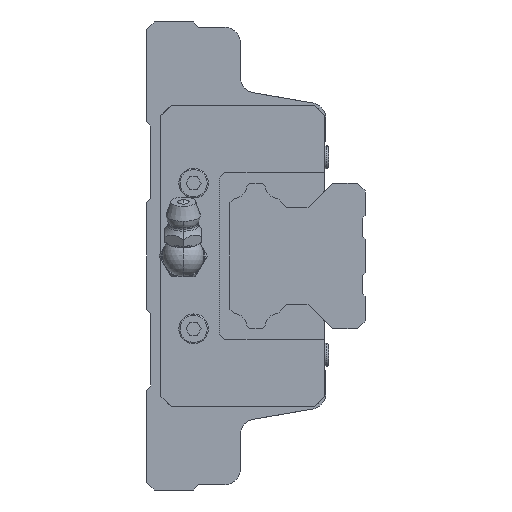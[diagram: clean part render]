
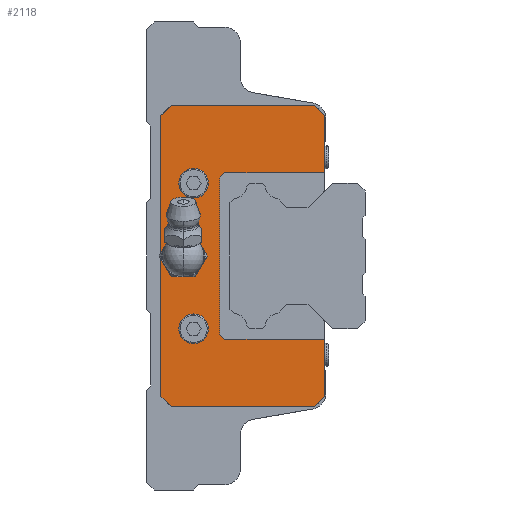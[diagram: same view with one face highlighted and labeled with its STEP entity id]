
A CAD part, left-side view. The second image highlights one B-rep face of the part: STEP entity #2118.
In plain terms, the highlighted planar face has unit normal (-1, 0, 0).
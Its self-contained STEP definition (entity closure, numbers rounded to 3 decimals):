
#1888 = EDGE_CURVE( '', #5298, #1954, #5560, .T. );
#1954 = VERTEX_POINT( '', #5629 );
#2002 = EDGE_CURVE( '', #3084, #4456, #5682, .T. );
#2026 = EDGE_CURVE( '', #2476, #5298, #5709, .T. );
#2118 = ADVANCED_FACE( '', ( #5814, #5815, #5816, #5817 ), #5818, .F. );
#2236 = EDGE_CURVE( '', #2476, #4868, #5945, .T. );
#2254 = VERTEX_POINT( '', #5963 );
#2288 = EDGE_CURVE( '', #4868, #5332, #6000, .T. );
#2454 = VERTEX_POINT( '', #6183 );
#2476 = VERTEX_POINT( '', #6207 );
#2774 = VERTEX_POINT( '', #6524 );
#2894 = EDGE_CURVE( '', #4456, #4080, #6651, .T. );
#2988 = EDGE_CURVE( '', #2454, #3562, #6753, .T. );
#3028 = EDGE_CURVE( '', #4412, #2774, #6797, .T. );
#3084 = VERTEX_POINT( '', #6861 );
#3286 = VERTEX_POINT( '', #7081 );
#3316 = EDGE_CURVE( '', #5156, #5468, #7113, .T. );
#3562 = VERTEX_POINT( '', #7375 );
#3626 = VERTEX_POINT( '', #7450 );
#3702 = EDGE_CURVE( '', #4080, #3286, #7531, .T. );
#3718 = EDGE_CURVE( '', #1954, #4412, #7547, .T. );
#3744 = VERTEX_POINT( '', #7574 );
#3900 = EDGE_CURVE( '', #3286, #4284, #7750, .T. );
#3964 = EDGE_CURVE( '', #5468, #5156, #7823, .T. );
#3974 = EDGE_CURVE( '', #5450, #3626, #7833, .T. );
#4080 = VERTEX_POINT( '', #7951 );
#4190 = EDGE_CURVE( '', #5332, #3084, #8075, .T. );
#4284 = VERTEX_POINT( '', #8179 );
#4412 = VERTEX_POINT( '', #8324 );
#4446 = EDGE_CURVE( '', #3562, #2454, #8365, .T. );
#4452 = EDGE_CURVE( '', #3626, #5450, #8371, .T. );
#4456 = VERTEX_POINT( '', #8375 );
#4868 = VERTEX_POINT( '', #8831 );
#5022 = EDGE_CURVE( '', #4284, #2254, #9001, .T. );
#5156 = VERTEX_POINT( '', #9147 );
#5298 = VERTEX_POINT( '', #9303 );
#5332 = VERTEX_POINT( '', #9342 );
#5360 = EDGE_CURVE( '', #2774, #3744, #9372, .T. );
#5402 = EDGE_CURVE( '', #2254, #3744, #9420, .T. );
#5450 = VERTEX_POINT( '', #9472 );
#5468 = VERTEX_POINT( '', #9492 );
#5560 = LINE( '', #9594, #9595 );
#5629 = CARTESIAN_POINT( '', ( 61.7, 28., -15. ) );
#5682 = LINE( '', #9768, #9769 );
#5709 = LINE( '', #9802, #9803 );
#5814 = FACE_BOUND( '', #9941, .T. );
#5815 = FACE_BOUND( '', #9942, .T. );
#5816 = FACE_BOUND( '', #9943, .T. );
#5817 = FACE_OUTER_BOUND( '', #9944, .T. );
#5818 = PLANE( '', #9945 );
#5945 = LINE( '', #10126, #10127 );
#5963 = CARTESIAN_POINT( '', ( 61.7, 7.783, 27. ) );
#6000 = LINE( '', #10208, #10209 );
#6183 = CARTESIAN_POINT( '', ( 61.7, 30.15, -14. ) );
#6207 = CARTESIAN_POINT( '', ( 61.7, 7.783, -16. ) );
#6524 = CARTESIAN_POINT( '', ( 61.7, 27., 16. ) );
#6651 = LINE( '', #11220, #11221 );
#6753 = CIRCLE( '', #11365, 2.85 );
#6797 = LINE( '', #11439, #11440 );
#6861 = CARTESIAN_POINT( '', ( 61.7, 37.283, -29. ) );
#7081 = CARTESIAN_POINT( '', ( 61.7, 37.283, 29. ) );
#7113 = CIRCLE( '', #11899, 3. );
#7375 = CARTESIAN_POINT( '', ( 61.7, 35.85, -14. ) );
#7450 = CARTESIAN_POINT( '', ( 61.7, 35.85, 14. ) );
#7531 = LINE( '', #12540, #12541 );
#7547 = LINE( '', #12567, #12568 );
#7574 = CARTESIAN_POINT( '', ( 61.7, 7.783, 16. ) );
#7750 = LINE( '', #12858, #12859 );
#7823 = CIRCLE( '', #12949, 3. );
#7833 = CIRCLE( '', #12963, 2.85 );
#7951 = CARTESIAN_POINT( '', ( 61.7, 39.283, 27. ) );
#8075 = LINE( '', #13303, #13304 );
#8179 = CARTESIAN_POINT( '', ( 61.7, 9.783, 29. ) );
#8324 = CARTESIAN_POINT( '', ( 61.7, 28., 15. ) );
#8365 = CIRCLE( '', #13725, 2.85 );
#8371 = CIRCLE( '', #13733, 2.85 );
#8375 = CARTESIAN_POINT( '', ( 61.7, 39.283, -27. ) );
#8831 = CARTESIAN_POINT( '', ( 61.7, 7.783, -27. ) );
#9001 = LINE( '', #14680, #14681 );
#9147 = CARTESIAN_POINT( '', ( 61.7, 38., 0. ) );
#9303 = CARTESIAN_POINT( '', ( 61.7, 27., -16. ) );
#9342 = CARTESIAN_POINT( '', ( 61.7, 9.783, -29. ) );
#9372 = LINE( '', #15200, #15201 );
#9420 = LINE( '', #15262, #15263 );
#9472 = CARTESIAN_POINT( '', ( 61.7, 30.15, 14. ) );
#9492 = CARTESIAN_POINT( '', ( 61.7, 32., 0. ) );
#9594 = CARTESIAN_POINT( '', ( 61.7, 26., -17. ) );
#9595 = VECTOR( '', #15463, 1. );
#9768 = CARTESIAN_POINT( '', ( 61.7, 37.962, -28.321 ) );
#9769 = VECTOR( '', #15568, 1. );
#9802 = CARTESIAN_POINT( '', ( 61.7, 7.392, -16. ) );
#9803 = VECTOR( '', #15608, 1. );
#9941 = EDGE_LOOP( '', ( #15764, #15765 ) );
#9942 = EDGE_LOOP( '', ( #15766, #15767 ) );
#9943 = EDGE_LOOP( '', ( #15768, #15769 ) );
#9944 = EDGE_LOOP( '', ( #15770, #15771, #15772, #15773, #15774, #15775, #15776, #15777, #15778, #15779, #15780, #15781, #15782, #15783 ) );
#9945 = AXIS2_PLACEMENT_3D( '', #15784, #15785, #15786 );
#10126 = CARTESIAN_POINT( '', ( 61.7, 7.783, 11. ) );
#10127 = VECTOR( '', #15922, 1. );
#10208 = CARTESIAN_POINT( '', ( 61.7, 1.837, -21.054 ) );
#10209 = VECTOR( '', #15960, 1. );
#11220 = CARTESIAN_POINT( '', ( 61.7, 39.283, 13.5 ) );
#11221 = VECTOR( '', #16604, 1. );
#11365 = AXIS2_PLACEMENT_3D( '', #16708, #16709, #16710 );
#11439 = CARTESIAN_POINT( '', ( 61.7, 26.5, 16.5 ) );
#11440 = VECTOR( '', #16765, 1. );
#11899 = AXIS2_PLACEMENT_3D( '', #17114, #17115, #17116 );
#12540 = CARTESIAN_POINT( '', ( 61.7, 36.962, 29.321 ) );
#12541 = VECTOR( '', #17542, 1. );
#12567 = CARTESIAN_POINT( '', ( 61.7, 28., -7.5 ) );
#12568 = VECTOR( '', #17550, 1. );
#12858 = CARTESIAN_POINT( '', ( 61.7, 8.392, 29. ) );
#12859 = VECTOR( '', #17836, 1. );
#12949 = AXIS2_PLACEMENT_3D( '', #17938, #17939, #17940 );
#12963 = AXIS2_PLACEMENT_3D( '', #17945, #17946, #17947 );
#13303 = CARTESIAN_POINT( '', ( 61.7, 22.142, -29. ) );
#13304 = VECTOR( '', #18202, 1. );
#13725 = AXIS2_PLACEMENT_3D( '', #18588, #18589, #18590 );
#13733 = AXIS2_PLACEMENT_3D( '', #18594, #18595, #18596 );
#14680 = CARTESIAN_POINT( '', ( 61.7, 0.837, 20.054 ) );
#14681 = VECTOR( '', #19333, 1. );
#15200 = CARTESIAN_POINT( '', ( 61.7, 17., 16. ) );
#15201 = VECTOR( '', #19778, 1. );
#15262 = CARTESIAN_POINT( '', ( 61.7, 7.783, 11. ) );
#15263 = VECTOR( '', #19879, 1. );
#15463 = DIRECTION( '', ( 0., 0.707, 0.707 ) );
#15568 = DIRECTION( '', ( 0., 0.707, 0.707 ) );
#15608 = DIRECTION( '', ( 0., 1., 0. ) );
#15764 = ORIENTED_EDGE( '', *, *, #3316, .T. );
#15765 = ORIENTED_EDGE( '', *, *, #3964, .T. );
#15766 = ORIENTED_EDGE( '', *, *, #4452, .T. );
#15767 = ORIENTED_EDGE( '', *, *, #3974, .T. );
#15768 = ORIENTED_EDGE( '', *, *, #4446, .T. );
#15769 = ORIENTED_EDGE( '', *, *, #2988, .T. );
#15770 = ORIENTED_EDGE( '', *, *, #2026, .T. );
#15771 = ORIENTED_EDGE( '', *, *, #1888, .T. );
#15772 = ORIENTED_EDGE( '', *, *, #3718, .T. );
#15773 = ORIENTED_EDGE( '', *, *, #3028, .T. );
#15774 = ORIENTED_EDGE( '', *, *, #5360, .T. );
#15775 = ORIENTED_EDGE( '', *, *, #5402, .F. );
#15776 = ORIENTED_EDGE( '', *, *, #5022, .F. );
#15777 = ORIENTED_EDGE( '', *, *, #3900, .F. );
#15778 = ORIENTED_EDGE( '', *, *, #3702, .F. );
#15779 = ORIENTED_EDGE( '', *, *, #2894, .F. );
#15780 = ORIENTED_EDGE( '', *, *, #2002, .F. );
#15781 = ORIENTED_EDGE( '', *, *, #4190, .F. );
#15782 = ORIENTED_EDGE( '', *, *, #2288, .F. );
#15783 = ORIENTED_EDGE( '', *, *, #2236, .F. );
#15784 = CARTESIAN_POINT( '', ( 61.7, 7., 0. ) );
#15785 = DIRECTION( '', ( 1., 0., 0. ) );
#15786 = DIRECTION( '', ( 0., 0., -1. ) );
#15922 = DIRECTION( '', ( 0., 0., -1. ) );
#15960 = DIRECTION( '', ( 0., 0.707, -0.707 ) );
#16604 = DIRECTION( '', ( 0., 0., 1. ) );
#16708 = CARTESIAN_POINT( '', ( 61.7, 33., -14. ) );
#16709 = DIRECTION( '', ( 1., 0., 0. ) );
#16710 = DIRECTION( '', ( 0., 1., 0. ) );
#16765 = DIRECTION( '', ( 0., -0.707, 0.707 ) );
#17114 = CARTESIAN_POINT( '', ( 61.7, 35., 0. ) );
#17115 = DIRECTION( '', ( 1., 0., 0. ) );
#17116 = DIRECTION( '', ( 0., 1., 0. ) );
#17542 = DIRECTION( '', ( 0., -0.707, 0.707 ) );
#17550 = DIRECTION( '', ( 0., 0., 1. ) );
#17836 = DIRECTION( '', ( 0., -1., 0. ) );
#17938 = CARTESIAN_POINT( '', ( 61.7, 35., 0. ) );
#17939 = DIRECTION( '', ( 1., 0., 0. ) );
#17940 = DIRECTION( '', ( 0., 1., 0. ) );
#17945 = CARTESIAN_POINT( '', ( 61.7, 33., 14. ) );
#17946 = DIRECTION( '', ( 1., 0., 0. ) );
#17947 = DIRECTION( '', ( 0., 1., 0. ) );
#18202 = DIRECTION( '', ( 0., 1., 0. ) );
#18588 = CARTESIAN_POINT( '', ( 61.7, 33., -14. ) );
#18589 = DIRECTION( '', ( 1., 0., 0. ) );
#18590 = DIRECTION( '', ( 0., 1., 0. ) );
#18594 = CARTESIAN_POINT( '', ( 61.7, 33., 14. ) );
#18595 = DIRECTION( '', ( 1., 0., 0. ) );
#18596 = DIRECTION( '', ( 0., 1., 0. ) );
#19333 = DIRECTION( '', ( 0., -0.707, -0.707 ) );
#19778 = DIRECTION( '', ( 0., -1., 0. ) );
#19879 = DIRECTION( '', ( 0., 0., -1. ) );
